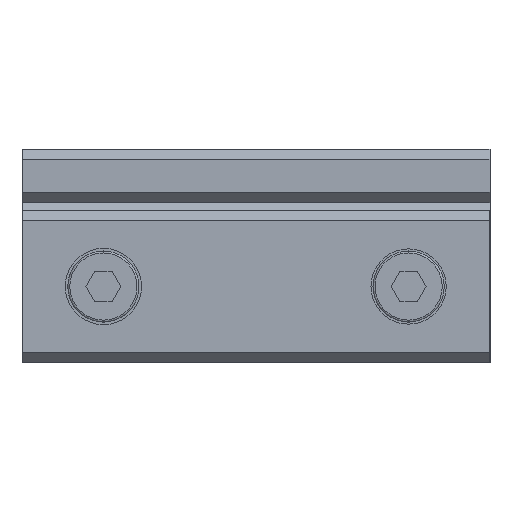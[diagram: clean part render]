
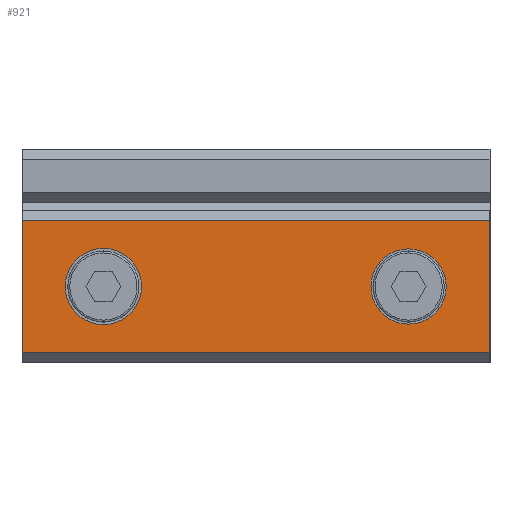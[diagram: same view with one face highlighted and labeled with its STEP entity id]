
A CAD part, left-side view. The second image highlights one B-rep face of the part: STEP entity #921.
In plain terms, the highlighted planar face has unit normal (-1, 0, 0).
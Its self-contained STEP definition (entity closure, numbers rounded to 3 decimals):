
#28 = VECTOR ( 'NONE', #675, 1000. ) ;
#138 = EDGE_LOOP ( 'NONE', ( #5099, #3525 ) ) ;
#240 = VERTEX_POINT ( 'NONE', #5075 ) ;
#271 = ORIENTED_EDGE ( 'NONE', *, *, #3779, .F. ) ;
#283 = CIRCLE ( 'NONE', #7106, 3.75 ) ;
#350 = DIRECTION ( 'NONE',  ( -1., 0., 0. ) ) ;
#398 = ORIENTED_EDGE ( 'NONE', *, *, #5093, .T. ) ;
#520 = CARTESIAN_POINT ( 'NONE',  ( -26.95, 31.251, 48. ) ) ;
#613 = DIRECTION ( 'NONE',  ( 1., 0., 0. ) ) ;
#675 = DIRECTION ( 'NONE',  ( 0., 1., 0. ) ) ;
#843 = LINE ( 'NONE', #6105, #3068 ) ;
#848 = VERTEX_POINT ( 'NONE', #5913 ) ;
#863 = DIRECTION ( 'NONE',  ( -1., 0., 0. ) ) ;
#879 = DIRECTION ( 'NONE',  ( 0., -1., 0. ) ) ;
#921 = ADVANCED_FACE ( 'NONE', ( #1256, #6991, #3554 ), #1726, .F. ) ;
#943 = VERTEX_POINT ( 'NONE', #5297 ) ;
#957 = EDGE_CURVE ( 'NONE', #2335, #240, #1958, .T. ) ;
#1232 = ORIENTED_EDGE ( 'NONE', *, *, #7417, .F. ) ;
#1256 = FACE_BOUND ( 'NONE', #5469, .T. ) ;
#1557 = CARTESIAN_POINT ( 'NONE',  ( -26.95, 34.951, 48. ) ) ;
#1574 = VERTEX_POINT ( 'NONE', #6851 ) ;
#1726 = PLANE ( 'NONE',  #4214 ) ;
#1839 = CARTESIAN_POINT ( 'NONE',  ( -26.95, 23.251, 51.5 ) ) ;
#1898 = VECTOR ( 'NONE', #7007, 1000. ) ;
#1958 = LINE ( 'NONE', #7179, #2892 ) ;
#1967 = DIRECTION ( 'NONE',  ( 0., -1., 0. ) ) ;
#2020 = DIRECTION ( 'NONE',  ( 0., -1., 0. ) ) ;
#2293 = VERTEX_POINT ( 'NONE', #6869 ) ;
#2335 = VERTEX_POINT ( 'NONE', #4414 ) ;
#2400 = CARTESIAN_POINT ( 'NONE',  ( -26.95, 23.251, 54.5 ) ) ;
#2590 = CIRCLE ( 'NONE', #6113, 3.7 ) ;
#2647 = DIRECTION ( 'NONE',  ( -1., 0., 0. ) ) ;
#2679 = CARTESIAN_POINT ( 'NONE',  ( -26.95, 31.251, 48. ) ) ;
#2737 = ORIENTED_EDGE ( 'NONE', *, *, #957, .F. ) ;
#2858 = DIRECTION ( 'NONE',  ( -1., 0., 0. ) ) ;
#2892 = VECTOR ( 'NONE', #4839, 1000. ) ;
#3068 = VECTOR ( 'NONE', #1967, 1000. ) ;
#3301 = CIRCLE ( 'NONE', #3671, 3.7 ) ;
#3374 = CIRCLE ( 'NONE', #5187, 3.75 ) ;
#3525 = ORIENTED_EDGE ( 'NONE', *, *, #4473, .F. ) ;
#3542 = LINE ( 'NONE', #2400, #28 ) ;
#3554 = FACE_OUTER_BOUND ( 'NONE', #4931, .T. ) ;
#3671 = AXIS2_PLACEMENT_3D ( 'NONE', #2679, #2647, #4881 ) ;
#3779 = EDGE_CURVE ( 'NONE', #2293, #848, #283, .T. ) ;
#4214 = AXIS2_PLACEMENT_3D ( 'NONE', #1839, #613, #5806 ) ;
#4266 = CARTESIAN_POINT ( 'NONE',  ( -26.95, 69.251, 41.5 ) ) ;
#4414 = CARTESIAN_POINT ( 'NONE',  ( -26.95, 23.251, 54.5 ) ) ;
#4473 = EDGE_CURVE ( 'NONE', #5011, #943, #3301, .T. ) ;
#4524 = EDGE_CURVE ( 'NONE', #5916, #240, #843, .T. ) ;
#4562 = LINE ( 'NONE', #6858, #1898 ) ;
#4839 = DIRECTION ( 'NONE',  ( 0., 0., -1. ) ) ;
#4881 = DIRECTION ( 'NONE',  ( 0., -1., 0. ) ) ;
#4889 = DIRECTION ( 'NONE',  ( 0., -1., 0. ) ) ;
#4931 = EDGE_LOOP ( 'NONE', ( #6075, #6795, #2737, #398 ) ) ;
#5011 = VERTEX_POINT ( 'NONE', #1557 ) ;
#5075 = CARTESIAN_POINT ( 'NONE',  ( -26.95, 23.251, 41.5 ) ) ;
#5076 = CARTESIAN_POINT ( 'NONE',  ( -26.95, 61.251, 48. ) ) ;
#5093 = EDGE_CURVE ( 'NONE', #2335, #1574, #3542, .T. ) ;
#5099 = ORIENTED_EDGE ( 'NONE', *, *, #5536, .F. ) ;
#5187 = AXIS2_PLACEMENT_3D ( 'NONE', #5076, #350, #879 ) ;
#5297 = CARTESIAN_POINT ( 'NONE',  ( -26.95, 27.551, 48. ) ) ;
#5469 = EDGE_LOOP ( 'NONE', ( #1232, #271 ) ) ;
#5536 = EDGE_CURVE ( 'NONE', #943, #5011, #2590, .T. ) ;
#5806 = DIRECTION ( 'NONE',  ( 0., 1., 0. ) ) ;
#5913 = CARTESIAN_POINT ( 'NONE',  ( -26.95, 57.501, 48. ) ) ;
#5916 = VERTEX_POINT ( 'NONE', #4266 ) ;
#6075 = ORIENTED_EDGE ( 'NONE', *, *, #6635, .T. ) ;
#6105 = CARTESIAN_POINT ( 'NONE',  ( -26.95, 23.251, 41.5 ) ) ;
#6113 = AXIS2_PLACEMENT_3D ( 'NONE', #520, #2858, #4889 ) ;
#6635 = EDGE_CURVE ( 'NONE', #1574, #5916, #4562, .T. ) ;
#6671 = CARTESIAN_POINT ( 'NONE',  ( -26.95, 61.251, 48. ) ) ;
#6795 = ORIENTED_EDGE ( 'NONE', *, *, #4524, .T. ) ;
#6851 = CARTESIAN_POINT ( 'NONE',  ( -26.95, 69.251, 54.5 ) ) ;
#6858 = CARTESIAN_POINT ( 'NONE',  ( -26.95, 69.251, 51.5 ) ) ;
#6869 = CARTESIAN_POINT ( 'NONE',  ( -26.95, 65.001, 48. ) ) ;
#6991 = FACE_BOUND ( 'NONE', #138, .T. ) ;
#7007 = DIRECTION ( 'NONE',  ( 0., 0., -1. ) ) ;
#7106 = AXIS2_PLACEMENT_3D ( 'NONE', #6671, #863, #2020 ) ;
#7179 = CARTESIAN_POINT ( 'NONE',  ( -26.95, 23.251, 51.5 ) ) ;
#7417 = EDGE_CURVE ( 'NONE', #848, #2293, #3374, .T. ) ;
